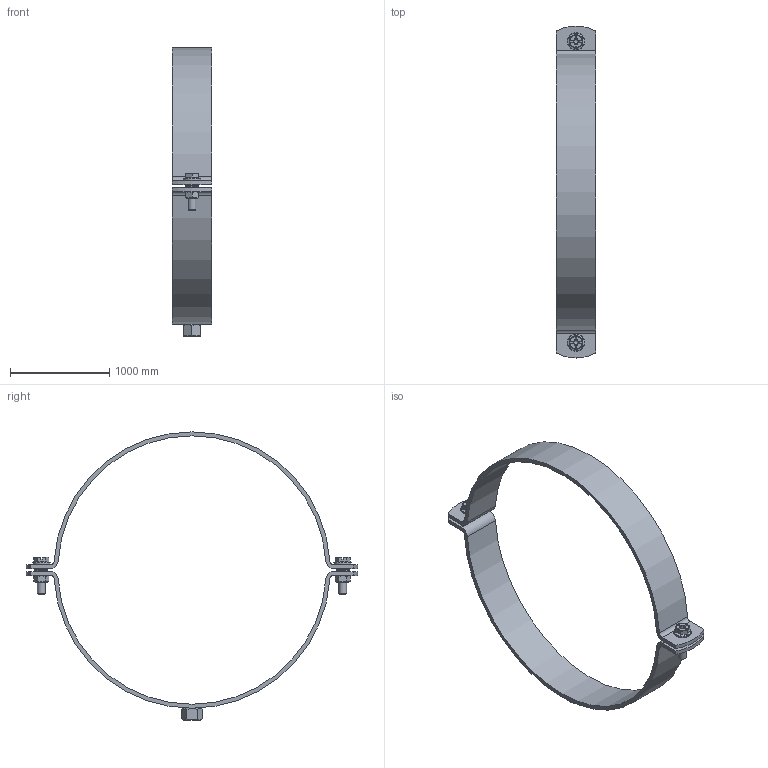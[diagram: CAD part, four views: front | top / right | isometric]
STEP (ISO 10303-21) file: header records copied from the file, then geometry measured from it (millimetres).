
FILE_DESCRIPTION(/* description */ (''),/* implementation_level */ '2;1');
FILE_NAME(/* name */ '00977.250X_3D.stp',/* time_stamp */ '2025-09-03T11:41:37+02:00',/* author */ ('N.Hausmann'),/* organization */ (''),/* preprocessor_version */ 'ST-DEVELOPER v20',/* originating_system */ 'AutoCAD Mechanical',/* authorisation */ '');
FILE_SCHEMA (('AUTOMOTIVE_DESIGN { 1 0 10303 214 3 1 1 }'));
Length unit declared in the file: centimetre
Products named in the file (2): Product; *S0
Assembly tree (1 placements, depth 2):
  Product
    *S0
Bounding box: 400 x 3340 x 2900 mm (x, y, z)
Volume: 160441691.2 mm3; surface area: 9061763.9 mm2
Topology: 9 solids, 9 shells, 177 faces, 440 edges, 285 vertices
Faces by surface type: plane 80, bspline 40, cylinder 31, cone 14, torus 8, sphere 4
Full cylindrical faces by diameter (mm): 66.47 x2, 80 x4, 90 x4, 101.06 x1, 130 x2, 175 x2
Entity records: 6430 total; most frequent: CARTESIAN_POINT 2301, ORIENTED_EDGE 880, DIRECTION 801, EDGE_CURVE 440, AXIS2_PLACEMENT_3D 297, VERTEX_POINT 285, LINE 207, VECTOR 207
